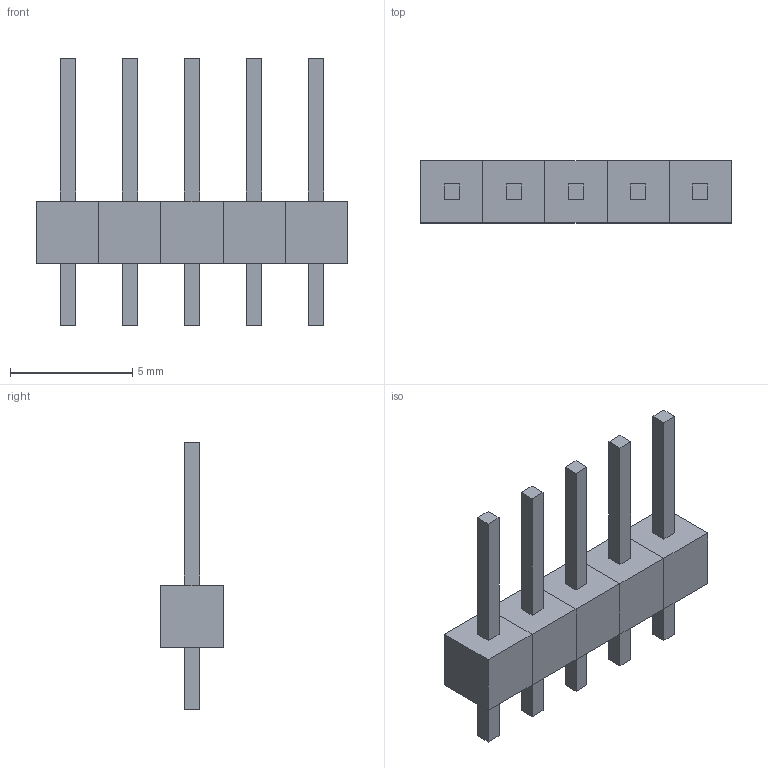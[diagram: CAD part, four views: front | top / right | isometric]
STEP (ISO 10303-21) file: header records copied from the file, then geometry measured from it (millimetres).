
FILE_DESCRIPTION(/* description */ ('Alibre Inc.'),/* implementation_level */ '2;1');
FILE_NAME(/* name */ 'export0',/* time_stamp */ '2009-11-25T13:10:21-08:00',/* author */ (''),/* organization */ (''),/* preprocessor_version */ 'ST-DEVELOPER v10',/* originating_system */ 'Alibre',/* authorisation */ '');
FILE_SCHEMA (('AUTOMOTIVE_DESIGN'));
Length unit declared in the file: centimetre
Bounding box: 12.7 x 2.54 x 10.92 mm (x, y, z)
Volume: 98.8 mm3; surface area: 364.5 mm2
Topology: 10 solids, 10 shells, 80 faces, 180 edges, 120 vertices
Faces by surface type: plane 80
Entity records: 593 total; most frequent: CARTESIAN_POINT 96, DIRECTION 92, ORIENTED_EDGE 72, VECTOR 36, LINE 36, EDGE_CURVE 36, AXIS2_PLACEMENT_3D 36, VERTEX_POINT 24
